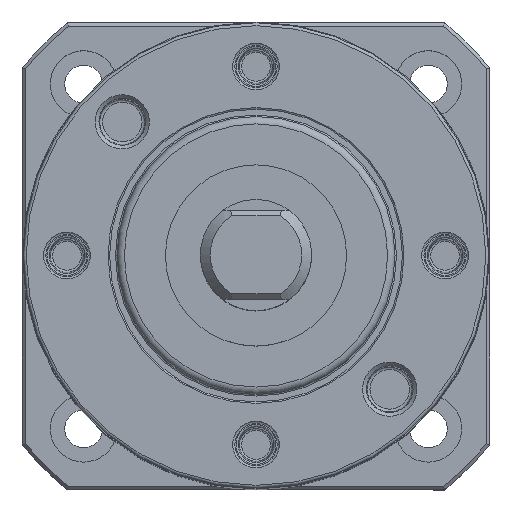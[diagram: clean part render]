
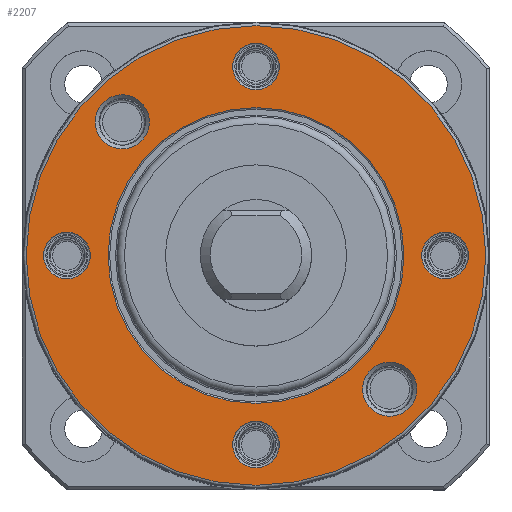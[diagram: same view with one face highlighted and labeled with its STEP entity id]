
A CAD part, top view. The second image highlights one B-rep face of the part: STEP entity #2207.
In plain terms, the highlighted planar face has unit normal (0, 0, 1).
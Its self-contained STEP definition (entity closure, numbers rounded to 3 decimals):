
#176=PLANE('',#2587);
#392=FACE_BOUND('',#841,.T.);
#393=FACE_BOUND('',#842,.T.);
#394=FACE_BOUND('',#843,.T.);
#395=FACE_BOUND('',#844,.T.);
#396=FACE_BOUND('',#845,.T.);
#397=FACE_BOUND('',#846,.T.);
#398=FACE_BOUND('',#847,.T.);
#557=FACE_OUTER_BOUND('',#840,.T.);
#840=EDGE_LOOP('',(#1800));
#841=EDGE_LOOP('',(#1801));
#842=EDGE_LOOP('',(#1802));
#843=EDGE_LOOP('',(#1803));
#844=EDGE_LOOP('',(#1804));
#845=EDGE_LOOP('',(#1805));
#846=EDGE_LOOP('',(#1806));
#847=EDGE_LOOP('',(#1807));
#1020=CIRCLE('',#2458,2.1);
#1044=CIRCLE('',#2497,13.3);
#1060=CIRCLE('',#2531,2.433);
#1063=CIRCLE('',#2537,2.433);
#1069=CIRCLE('',#2548,2.1);
#1076=CIRCLE('',#2560,2.1);
#1080=CIRCLE('',#2567,2.1);
#1082=CIRCLE('',#2571,20.667);
#1186=VERTEX_POINT('',#3600);
#1217=VERTEX_POINT('',#3688);
#1239=VERTEX_POINT('',#3948);
#1242=VERTEX_POINT('',#3957);
#1248=VERTEX_POINT('',#3974);
#1255=VERTEX_POINT('',#3993);
#1259=VERTEX_POINT('',#4004);
#1261=VERTEX_POINT('',#4010);
#1390=EDGE_CURVE('',#1186,#1186,#1020,.T.);
#1422=EDGE_CURVE('',#1217,#1217,#1044,.T.);
#1444=EDGE_CURVE('',#1239,#1239,#1060,.T.);
#1447=EDGE_CURVE('',#1242,#1242,#1063,.T.);
#1453=EDGE_CURVE('',#1248,#1248,#1069,.T.);
#1460=EDGE_CURVE('',#1255,#1255,#1076,.T.);
#1464=EDGE_CURVE('',#1259,#1259,#1080,.T.);
#1466=EDGE_CURVE('',#1261,#1261,#1082,.T.);
#1800=ORIENTED_EDGE('',*,*,#1466,.F.);
#1801=ORIENTED_EDGE('',*,*,#1422,.T.);
#1802=ORIENTED_EDGE('',*,*,#1444,.F.);
#1803=ORIENTED_EDGE('',*,*,#1447,.F.);
#1804=ORIENTED_EDGE('',*,*,#1390,.F.);
#1805=ORIENTED_EDGE('',*,*,#1453,.F.);
#1806=ORIENTED_EDGE('',*,*,#1460,.F.);
#1807=ORIENTED_EDGE('',*,*,#1464,.F.);
#2207=ADVANCED_FACE('',(#557,#392,#393,#394,#395,#396,#397,#398),#176,.T.);
#2458=AXIS2_PLACEMENT_3D('',#3601,#2904,#2905);
#2497=AXIS2_PLACEMENT_3D('',#3689,#2986,#2987);
#2531=AXIS2_PLACEMENT_3D('',#3949,#3054,#3055);
#2537=AXIS2_PLACEMENT_3D('',#3958,#3066,#3067);
#2548=AXIS2_PLACEMENT_3D('',#3975,#3088,#3089);
#2560=AXIS2_PLACEMENT_3D('',#3994,#3112,#3113);
#2567=AXIS2_PLACEMENT_3D('',#4005,#3126,#3127);
#2571=AXIS2_PLACEMENT_3D('',#4011,#3134,#3135);
#2587=AXIS2_PLACEMENT_3D('',#4033,#3166,#3167);
#2904=DIRECTION('center_axis',(0.,0.,1.));
#2905=DIRECTION('ref_axis',(0.,1.,0.));
#2986=DIRECTION('center_axis',(0.,0.,-1.));
#2987=DIRECTION('ref_axis',(-1.,0.,0.));
#3054=DIRECTION('center_axis',(0.,0.,1.));
#3055=DIRECTION('ref_axis',(-1.,0.,0.));
#3066=DIRECTION('center_axis',(0.,0.,1.));
#3067=DIRECTION('ref_axis',(1.,0.,0.));
#3088=DIRECTION('center_axis',(0.,0.,1.));
#3089=DIRECTION('ref_axis',(-1.,0.,0.));
#3112=DIRECTION('center_axis',(0.,0.,1.));
#3113=DIRECTION('ref_axis',(0.,-1.,0.));
#3126=DIRECTION('center_axis',(0.,0.,1.));
#3127=DIRECTION('ref_axis',(1.,0.,0.));
#3134=DIRECTION('center_axis',(0.,0.,-1.));
#3135=DIRECTION('ref_axis',(-1.,0.,0.));
#3166=DIRECTION('center_axis',(0.,0.,1.));
#3167=DIRECTION('ref_axis',(1.,0.,0.));
#3600=CARTESIAN_POINT('',(0.,-14.9,43.5));
#3601=CARTESIAN_POINT('Origin',(0.,-17.,43.5));
#3688=CARTESIAN_POINT('',(-13.3,0.,43.5));
#3689=CARTESIAN_POINT('Origin',(0.,0.,43.5));
#3948=CARTESIAN_POINT('',(-14.454,12.021,43.5));
#3949=CARTESIAN_POINT('Origin',(-12.021,12.021,43.5));
#3957=CARTESIAN_POINT('',(14.454,-12.021,43.5));
#3958=CARTESIAN_POINT('Origin',(12.021,-12.021,43.5));
#3974=CARTESIAN_POINT('',(14.9,0.,43.5));
#3975=CARTESIAN_POINT('Origin',(17.,0.,43.5));
#3993=CARTESIAN_POINT('',(0.,14.9,43.5));
#3994=CARTESIAN_POINT('Origin',(0.,17.,43.5));
#4004=CARTESIAN_POINT('',(-14.9,0.,43.5));
#4005=CARTESIAN_POINT('Origin',(-17.,0.,43.5));
#4010=CARTESIAN_POINT('',(-20.667,0.,43.5));
#4011=CARTESIAN_POINT('Origin',(0.,0.,43.5));
#4033=CARTESIAN_POINT('Origin',(-12.5,0.,43.5));
